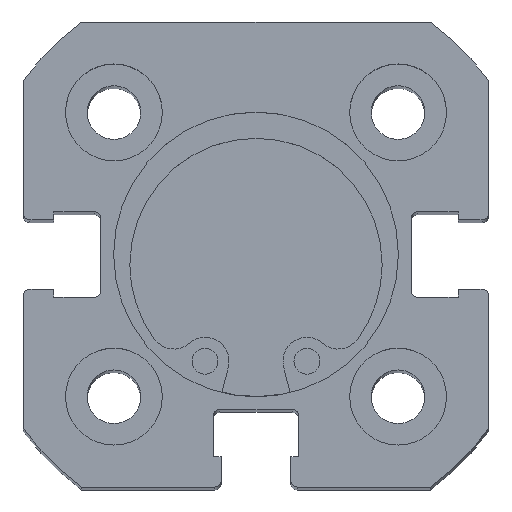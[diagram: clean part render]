
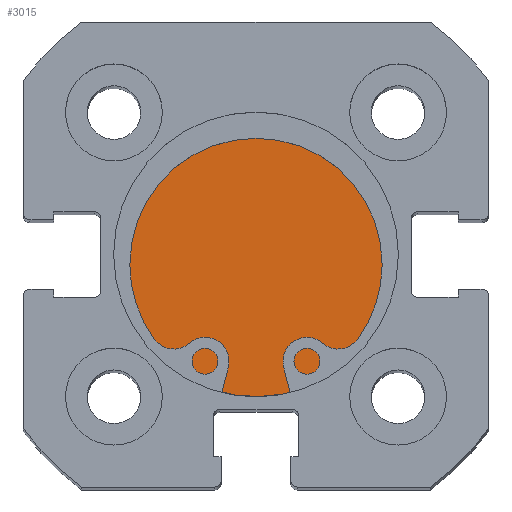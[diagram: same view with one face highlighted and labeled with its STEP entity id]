
A CAD part, top view. The second image highlights one B-rep face of the part: STEP entity #3015.
In plain terms, the highlighted face is planar.
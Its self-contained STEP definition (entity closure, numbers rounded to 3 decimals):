
#18 = EDGE_CURVE ( 'NONE', #1127, #1126, #3047, .T. ) ;
#408 = FACE_OUTER_BOUND ( 'NONE', #4420, .T. ) ;
#1126 = VERTEX_POINT ( 'NONE', #3337 ) ;
#1127 = VERTEX_POINT ( 'NONE', #3338 ) ;
#1285 = EDGE_CURVE ( 'NONE', #1126, #1127, #3121, .T. ) ;
#1510 = CARTESIAN_POINT ( 'NONE',  ( 6., 11., 0. ) ) ;
#1511 = PLANE ( 'NONE',  #5593 ) ;
#1513 = DIRECTION ( 'NONE',  ( -1., 0., 0. ) ) ;
#1514 = DIRECTION ( 'NONE',  ( 0., 0., 1. ) ) ;
#3015 = ADVANCED_FACE ( 'NONE', ( #408 ), #1511, .F. ) ;
#3047 = CIRCLE ( 'NONE', #5323, 11. ) ;
#3121 = CIRCLE ( 'NONE', #5364, 11. ) ;
#3337 = CARTESIAN_POINT ( 'NONE',  ( 6., 0., -11. ) ) ;
#3338 = CARTESIAN_POINT ( 'NONE',  ( 6., 0., 11. ) ) ;
#3378 = CARTESIAN_POINT ( 'NONE',  ( 6., 0., 0. ) ) ;
#3397 = DIRECTION ( 'NONE',  ( -1., 0., 0. ) ) ;
#3398 = DIRECTION ( 'NONE',  ( 0., 0., 1. ) ) ;
#3541 = CARTESIAN_POINT ( 'NONE',  ( 6., 0., 0. ) ) ;
#3543 = DIRECTION ( 'NONE',  ( -1., 0., 0. ) ) ;
#3544 = DIRECTION ( 'NONE',  ( 0., 0., 1. ) ) ;
#4420 = EDGE_LOOP ( 'NONE', ( #4621, #4620 ) ) ;
#4620 = ORIENTED_EDGE ( 'NONE', *, *, #1285, .F. ) ;
#4621 = ORIENTED_EDGE ( 'NONE', *, *, #18, .F. ) ;
#5323 = AXIS2_PLACEMENT_3D ( 'NONE', #3541, #3543, #3544 ) ;
#5364 = AXIS2_PLACEMENT_3D ( 'NONE', #3378, #3397, #3398 ) ;
#5593 = AXIS2_PLACEMENT_3D ( 'NONE', #1510, #1513, #1514 ) ;
